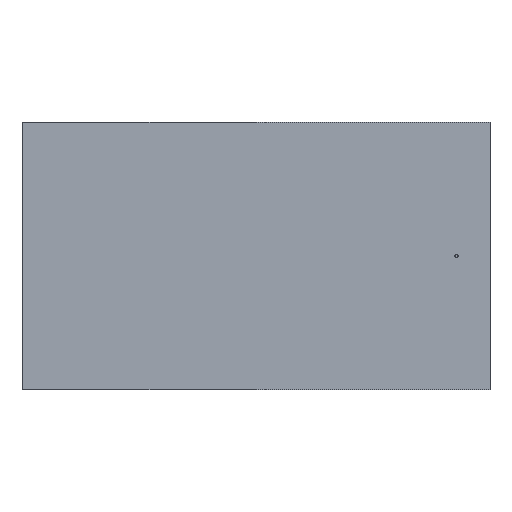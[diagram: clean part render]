
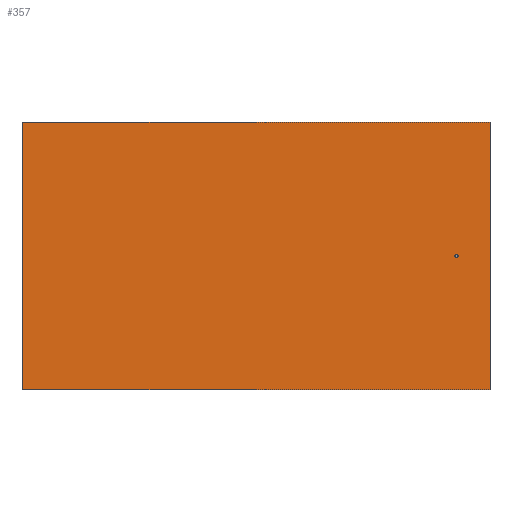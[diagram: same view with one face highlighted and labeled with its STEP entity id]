
A CAD part, front view. The second image highlights one B-rep face of the part: STEP entity #357.
In plain terms, the highlighted planar face has unit normal (0, -1, 0).
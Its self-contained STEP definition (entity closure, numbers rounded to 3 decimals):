
#23=FACE_BOUND('',#76,.T.);
#35=PLANE('',#454);
#55=FACE_OUTER_BOUND('',#75,.T.);
#75=EDGE_LOOP('',(#305,#306,#307,#308));
#76=EDGE_LOOP('',(#309));
#95=LINE('',#667,#119);
#96=LINE('',#669,#120);
#97=LINE('',#671,#121);
#98=LINE('',#672,#122);
#119=VECTOR('',#559,10.);
#120=VECTOR('',#560,10.);
#121=VECTOR('',#561,10.);
#122=VECTOR('',#562,10.);
#154=CIRCLE('',#453,2.5);
#178=VERTEX_POINT('',#661);
#179=VERTEX_POINT('',#665);
#180=VERTEX_POINT('',#666);
#181=VERTEX_POINT('',#668);
#182=VERTEX_POINT('',#670);
#222=EDGE_CURVE('',#178,#178,#154,.T.);
#223=EDGE_CURVE('',#179,#180,#95,.T.);
#224=EDGE_CURVE('',#180,#181,#96,.T.);
#225=EDGE_CURVE('',#181,#182,#97,.T.);
#226=EDGE_CURVE('',#182,#179,#98,.T.);
#305=ORIENTED_EDGE('',*,*,#223,.T.);
#306=ORIENTED_EDGE('',*,*,#224,.T.);
#307=ORIENTED_EDGE('',*,*,#225,.T.);
#308=ORIENTED_EDGE('',*,*,#226,.T.);
#309=ORIENTED_EDGE('',*,*,#222,.T.);
#357=ADVANCED_FACE('',(#55,#23),#35,.T.);
#453=AXIS2_PLACEMENT_3D('',#663,#555,#556);
#454=AXIS2_PLACEMENT_3D('',#664,#557,#558);
#555=DIRECTION('center_axis',(0.,1.,0.));
#556=DIRECTION('ref_axis',(-1.,0.,0.));
#557=DIRECTION('center_axis',(0.,-1.,0.));
#558=DIRECTION('ref_axis',(0.,0.,-1.));
#559=DIRECTION('',(-1.,0.,0.));
#560=DIRECTION('',(0.,0.,-1.));
#561=DIRECTION('',(1.,0.,0.));
#562=DIRECTION('',(0.,0.,1.));
#661=CARTESIAN_POINT('',(302.5,-2.5,0.));
#663=CARTESIAN_POINT('Origin',(300.,-2.5,0.));
#664=CARTESIAN_POINT('Origin',(0.,-2.5,0.));
#665=CARTESIAN_POINT('',(350.,-2.5,200.));
#666=CARTESIAN_POINT('',(-350.,-2.5,200.));
#667=CARTESIAN_POINT('',(350.,-2.5,200.));
#668=CARTESIAN_POINT('',(-350.,-2.5,-200.));
#669=CARTESIAN_POINT('',(-350.,-2.5,200.));
#670=CARTESIAN_POINT('',(350.,-2.5,-200.));
#671=CARTESIAN_POINT('',(-350.,-2.5,-200.));
#672=CARTESIAN_POINT('',(350.,-2.5,-200.));
